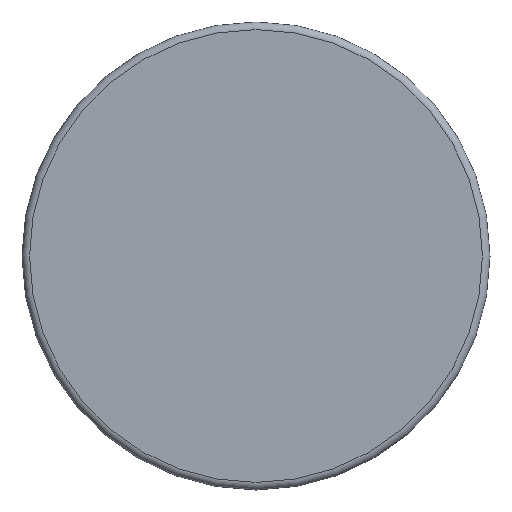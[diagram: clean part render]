
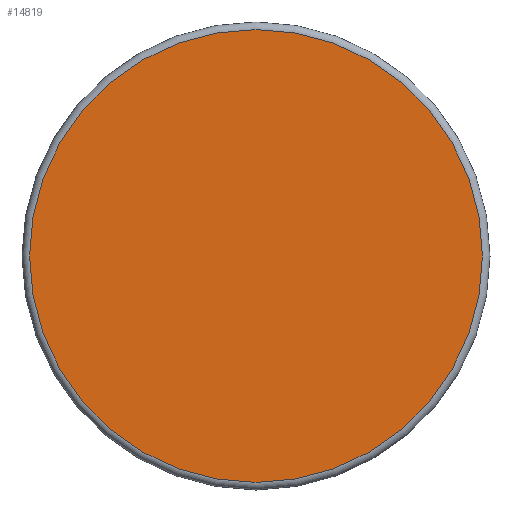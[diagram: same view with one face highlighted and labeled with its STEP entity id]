
A CAD part, left-side view. The second image highlights one B-rep face of the part: STEP entity #14819.
In plain terms, the highlighted planar face has unit normal (-1, 0, 0).
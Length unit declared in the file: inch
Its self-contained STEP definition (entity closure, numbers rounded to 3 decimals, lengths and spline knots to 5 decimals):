
#138=PLANE('',#15972);
#1131=FACE_OUTER_BOUND('',#1992,.T.);
#1992=EDGE_LOOP('',(#11104,#11105));
#3341=CIRCLE('',#15970,1.795);
#3342=CIRCLE('',#15971,1.795);
#6794=VERTEX_POINT('',#26186);
#6795=VERTEX_POINT('',#26188);
#8438=EDGE_CURVE('',#6794,#6795,#3341,.T.);
#8439=EDGE_CURVE('',#6795,#6794,#3342,.T.);
#11104=ORIENTED_EDGE('',*,*,#8439,.F.);
#11105=ORIENTED_EDGE('',*,*,#8438,.F.);
#14819=ADVANCED_FACE('',(#1131),#138,.T.);
#15970=AXIS2_PLACEMENT_3D('',#26189,#17621,#17622);
#15971=AXIS2_PLACEMENT_3D('',#26190,#17623,#17624);
#15972=AXIS2_PLACEMENT_3D('',#26191,#17625,#17626);
#17621=DIRECTION('center_axis',(1.,0.,0.));
#17622=DIRECTION('ref_axis',(0.,-1.,0.));
#17623=DIRECTION('center_axis',(1.,0.,0.));
#17624=DIRECTION('ref_axis',(0.,-1.,0.));
#17625=DIRECTION('center_axis',(-1.,0.,0.));
#17626=DIRECTION('ref_axis',(0.,0.,1.));
#26186=CARTESIAN_POINT('',(0.,0.,1.795));
#26188=CARTESIAN_POINT('',(0.,1.795,0.));
#26189=CARTESIAN_POINT('Origin',(0.,0.,0.));
#26190=CARTESIAN_POINT('Origin',(0.,0.,0.));
#26191=CARTESIAN_POINT('Origin',(0.,0.9275,0.));
